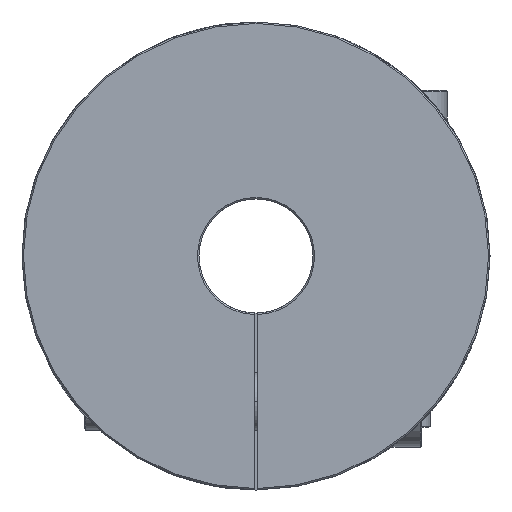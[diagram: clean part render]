
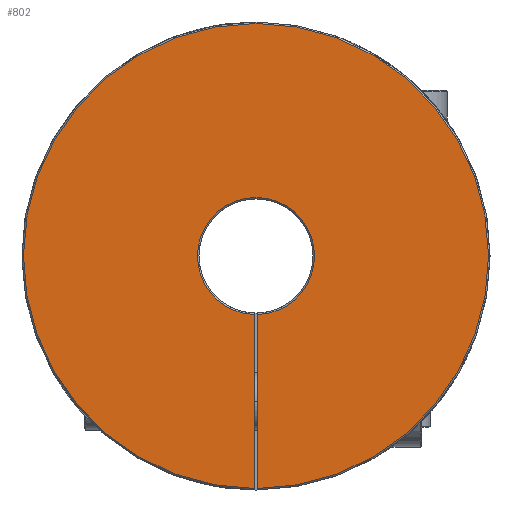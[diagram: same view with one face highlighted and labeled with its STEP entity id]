
A CAD part, left-side view. The second image highlights one B-rep face of the part: STEP entity #802.
In plain terms, the highlighted planar face has unit normal (-1, 0, 0).
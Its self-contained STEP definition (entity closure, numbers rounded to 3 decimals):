
#476 = EDGE_LOOP ( 'NONE', ( #1103, #1104, #1105, #1106, #1107 ) ) ;
#802 = ADVANCED_FACE ( 'NONE', ( #3374 ), #3695, .F. ) ;
#1103 = ORIENTED_EDGE ( 'NONE', *, *, #1510, .F. ) ;
#1104 = ORIENTED_EDGE ( 'NONE', *, *, #1509, .T. ) ;
#1105 = ORIENTED_EDGE ( 'NONE', *, *, #1504, .T. ) ;
#1106 = ORIENTED_EDGE ( 'NONE', *, *, #1428, .T. ) ;
#1107 = ORIENTED_EDGE ( 'NONE', *, *, #1500, .T. ) ;
#1198 = VERTEX_POINT ( 'NONE', #3867 ) ;
#1199 = VERTEX_POINT ( 'NONE', #3868 ) ;
#1238 = VERTEX_POINT ( 'NONE', #3907 ) ;
#1239 = VERTEX_POINT ( 'NONE', #3908 ) ;
#1240 = VERTEX_POINT ( 'NONE', #3909 ) ;
#1428 = EDGE_CURVE ( 'NONE', #1199, #1198, #3514, .T. ) ;
#1500 = EDGE_CURVE ( 'NONE', #1198, #1239, #4453, .T. ) ;
#1504 = EDGE_CURVE ( 'NONE', #1240, #1199, #4450, .T. ) ;
#1509 = EDGE_CURVE ( 'NONE', #1238, #1240, #4466, .T. ) ;
#1510 = EDGE_CURVE ( 'NONE', #1238, #1239, #4464, .T. ) ;
#2529 = AXIS2_PLACEMENT_3D ( 'NONE', #3691, #3698, #3699 ) ;
#2584 = AXIS2_PLACEMENT_3D ( 'NONE', #3915, #4105, #4106 ) ;
#2626 = AXIS2_PLACEMENT_3D ( 'NONE', #4680, #4685, #4686 ) ;
#2627 = AXIS2_PLACEMENT_3D ( 'NONE', #4409, #4660, #4661 ) ;
#3374 = FACE_OUTER_BOUND ( 'NONE', #476, .T. ) ;
#3514 = CIRCLE ( 'NONE', #2584, 10.254 ) ;
#3691 = CARTESIAN_POINT ( 'NONE',  ( -51.5, 0., 0. ) ) ;
#3695 = PLANE ( 'NONE',  #2529 ) ;
#3698 = DIRECTION ( 'NONE',  ( 1., 0., 0. ) ) ;
#3699 = DIRECTION ( 'NONE',  ( 0., 0., -1. ) ) ;
#3867 = CARTESIAN_POINT ( 'NONE',  ( -51.5, 0., 10.254 ) ) ;
#3868 = CARTESIAN_POINT ( 'NONE',  ( -51.5, 0.25, -10.251 ) ) ;
#3907 = CARTESIAN_POINT ( 'NONE',  ( -51.5, -0.25, -40.745 ) ) ;
#3908 = CARTESIAN_POINT ( 'NONE',  ( -51.5, -0.25, -10.251 ) ) ;
#3909 = CARTESIAN_POINT ( 'NONE',  ( -51.5, 0.25, -40.745 ) ) ;
#3915 = CARTESIAN_POINT ( 'NONE',  ( -51.5, 0., 0. ) ) ;
#4105 = DIRECTION ( 'NONE',  ( 1., 0., 0. ) ) ;
#4106 = DIRECTION ( 'NONE',  ( 0., 0., -1. ) ) ;
#4409 = CARTESIAN_POINT ( 'NONE',  ( -51.5, 0., 0. ) ) ;
#4450 = LINE ( 'NONE', #4671, #4456 ) ;
#4453 = CIRCLE ( 'NONE', #2627, 10.254 ) ;
#4456 = VECTOR ( 'NONE', #4672, 1000. ) ;
#4464 = LINE ( 'NONE', #4687, #4465 ) ;
#4465 = VECTOR ( 'NONE', #4688, 1000. ) ;
#4466 = CIRCLE ( 'NONE', #2626, 40.746 ) ;
#4660 = DIRECTION ( 'NONE',  ( 1., 0., 0. ) ) ;
#4661 = DIRECTION ( 'NONE',  ( 0., 0., -1. ) ) ;
#4671 = CARTESIAN_POINT ( 'NONE',  ( -51.5, 0.25, -41. ) ) ;
#4672 = DIRECTION ( 'NONE',  ( 0., 0., 1. ) ) ;
#4680 = CARTESIAN_POINT ( 'NONE',  ( -51.5, 0., 0. ) ) ;
#4685 = DIRECTION ( 'NONE',  ( -1., 0., 0. ) ) ;
#4686 = DIRECTION ( 'NONE',  ( 0., 0., -1. ) ) ;
#4687 = CARTESIAN_POINT ( 'NONE',  ( -51.5, -0.25, -41. ) ) ;
#4688 = DIRECTION ( 'NONE',  ( 0., 0., 1. ) ) ;
